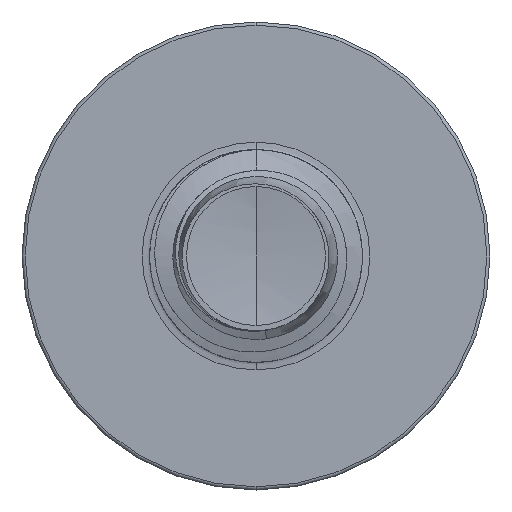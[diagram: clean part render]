
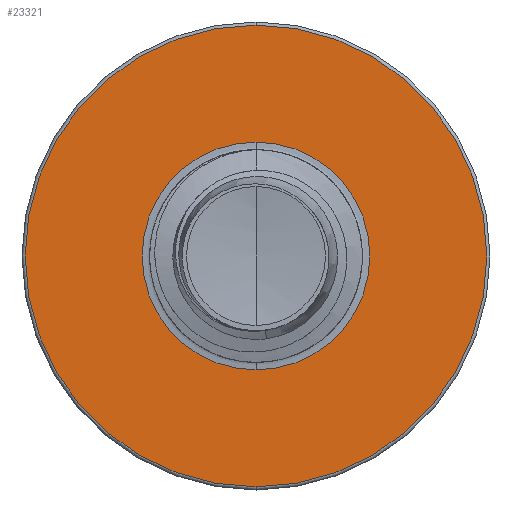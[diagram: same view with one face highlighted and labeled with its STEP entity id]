
A CAD part, front view. The second image highlights one B-rep face of the part: STEP entity #23321.
In plain terms, the highlighted planar face has unit normal (0, -1, 0).
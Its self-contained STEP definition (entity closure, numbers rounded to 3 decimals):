
#363 = ORIENTED_EDGE ( 'NONE', *, *, #34184, .T. ) ;
#562 = AXIS2_PLACEMENT_3D ( 'NONE', #15761, #22122, #6710 ) ;
#730 = AXIS2_PLACEMENT_3D ( 'NONE', #23032, #5506, #25979 ) ;
#859 = ORIENTED_EDGE ( 'NONE', *, *, #4235, .T. ) ;
#3119 = CARTESIAN_POINT ( 'NONE',  ( 0., 20., -2.677 ) ) ;
#3495 = PLANE ( 'NONE',  #11254 ) ;
#4235 = EDGE_CURVE ( 'NONE', #18883, #21926, #30407, .T. ) ;
#4848 = EDGE_CURVE ( 'NONE', #36529, #20444, #35426, .T. ) ;
#5506 = DIRECTION ( 'NONE',  ( 0., 1., 0. ) ) ;
#5665 = DIRECTION ( 'NONE',  ( 0., 1., 0. ) ) ;
#6450 = CARTESIAN_POINT ( 'NONE',  ( 0., 20., -2.677 ) ) ;
#6710 = DIRECTION ( 'NONE',  ( 0., 0., 1. ) ) ;
#9766 = AXIS2_PLACEMENT_3D ( 'NONE', #13112, #33570, #16019 ) ;
#11254 = AXIS2_PLACEMENT_3D ( 'NONE', #6450, #29882, #12355 ) ;
#12355 = DIRECTION ( 'NONE',  ( 0., 0., 1. ) ) ;
#13112 = CARTESIAN_POINT ( 'NONE',  ( 0., 20., 0. ) ) ;
#15325 = EDGE_CURVE ( 'NONE', #20444, #36529, #24326, .T. ) ;
#15761 = CARTESIAN_POINT ( 'NONE',  ( 0., 20., 0. ) ) ;
#16019 = DIRECTION ( 'NONE',  ( 0., 0., 1. ) ) ;
#16362 = EDGE_LOOP ( 'NONE', ( #21895, #22635 ) ) ;
#18883 = VERTEX_POINT ( 'NONE', #32181 ) ;
#20444 = VERTEX_POINT ( 'NONE', #30433 ) ;
#21895 = ORIENTED_EDGE ( 'NONE', *, *, #4848, .F. ) ;
#21926 = VERTEX_POINT ( 'NONE', #3119 ) ;
#22122 = DIRECTION ( 'NONE',  ( 0., 1., 0. ) ) ;
#22635 = ORIENTED_EDGE ( 'NONE', *, *, #15325, .F. ) ;
#23032 = CARTESIAN_POINT ( 'NONE',  ( 0., 20., 0. ) ) ;
#23190 = CARTESIAN_POINT ( 'NONE',  ( 0., 20., 0. ) ) ;
#23321 = ADVANCED_FACE ( 'NONE', ( #31309, #23515 ), #3495, .F. ) ;
#23515 = FACE_BOUND ( 'NONE', #35454, .T. ) ;
#24326 = CIRCLE ( 'NONE', #9766, 5.425 ) ;
#25979 = DIRECTION ( 'NONE',  ( 0., 0., 1. ) ) ;
#26136 = DIRECTION ( 'NONE',  ( 0., 0., 1. ) ) ;
#26153 = CIRCLE ( 'NONE', #730, 2.677 ) ;
#29882 = DIRECTION ( 'NONE',  ( 0., 1., 0. ) ) ;
#30062 = AXIS2_PLACEMENT_3D ( 'NONE', #23190, #5665, #26136 ) ;
#30407 = CIRCLE ( 'NONE', #562, 2.677 ) ;
#30433 = CARTESIAN_POINT ( 'NONE',  ( 0., 20., -5.425 ) ) ;
#31309 = FACE_OUTER_BOUND ( 'NONE', #16362, .T. ) ;
#32181 = CARTESIAN_POINT ( 'NONE',  ( 0., 20., 2.677 ) ) ;
#33570 = DIRECTION ( 'NONE',  ( 0., 1., 0. ) ) ;
#33704 = CARTESIAN_POINT ( 'NONE',  ( 0., 20., 5.425 ) ) ;
#34184 = EDGE_CURVE ( 'NONE', #21926, #18883, #26153, .T. ) ;
#35426 = CIRCLE ( 'NONE', #30062, 5.425 ) ;
#35454 = EDGE_LOOP ( 'NONE', ( #859, #363 ) ) ;
#36529 = VERTEX_POINT ( 'NONE', #33704 ) ;
